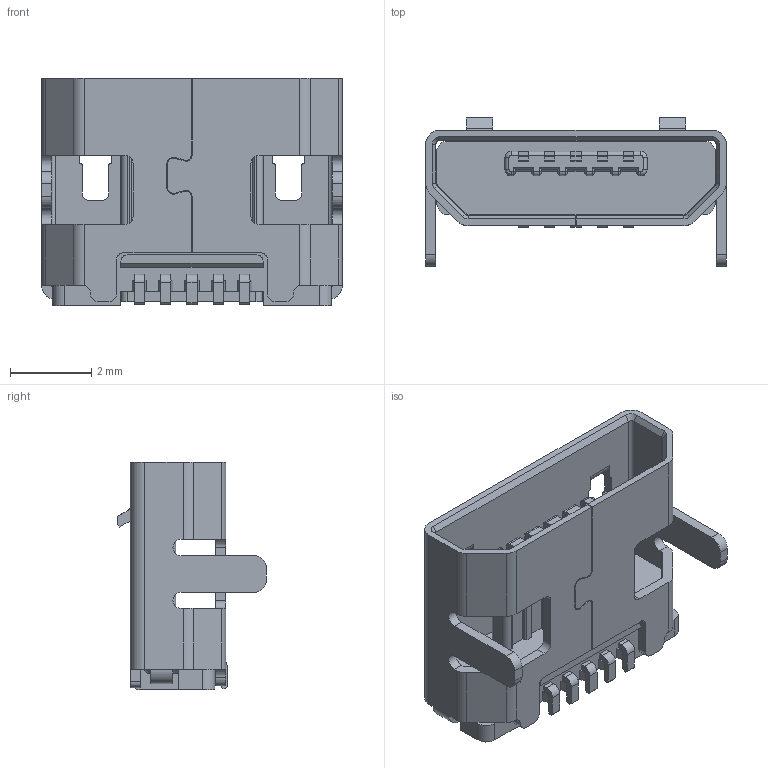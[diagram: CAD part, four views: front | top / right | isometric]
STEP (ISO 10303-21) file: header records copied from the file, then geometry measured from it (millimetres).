
FILE_DESCRIPTION(('FreeCAD Model'),'2;1');
FILE_NAME('USB3076-30-A_sp.step', '2019-08-07T17:16:08',('kicad StepUp'),('ksu MCAD'), 'Open CASCADE STEP processor 7.3','FreeCAD','Unknown');
FILE_SCHEMA(('AUTOMOTIVE_DESIGN { 1 0 10303 214 1 1 1 1 }'));
Length unit declared in the file: millimetre
Products named in the file (1): USB3076-30-A_sp
Bounding box: 7.4 x 3.66 x 5.6 mm (x, y, z)
Volume: 40.9 mm3; surface area: 263.1 mm2
Topology: 1 solids, 1 shells, 535 faces, 1516 edges, 977 vertices
Faces by surface type: plane 357, cylinder 131, bspline 29, cone 18
Entity records: 21671 total; most frequent: CARTESIAN_POINT 4086, ORIENTED_EDGE 3032, DIRECTION 2704, EDGE_CURVE 1516, LINE 1122, VECTOR 1122, VERTEX_POINT 977, AXIS2_PLACEMENT_3D 791
